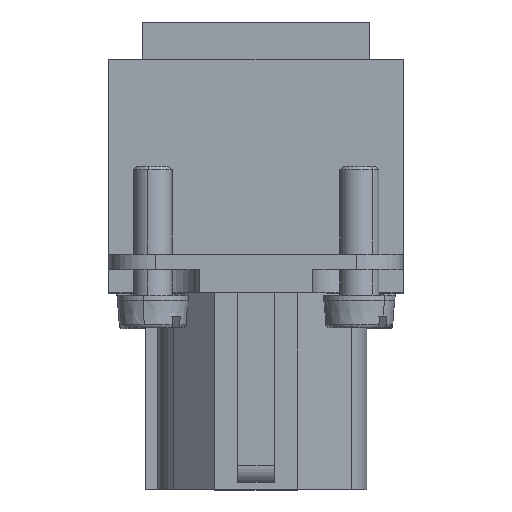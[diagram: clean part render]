
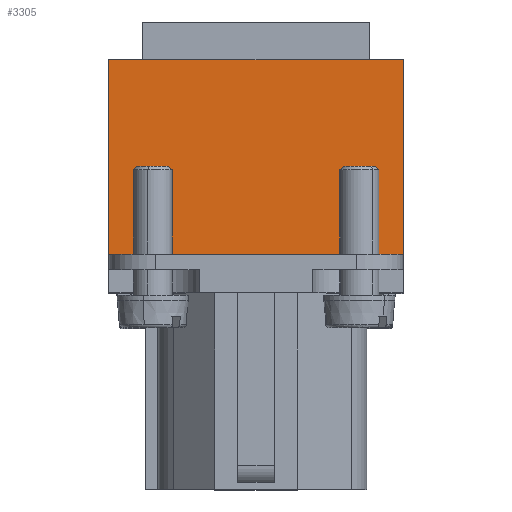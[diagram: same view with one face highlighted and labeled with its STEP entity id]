
A CAD part, top view. The second image highlights one B-rep face of the part: STEP entity #3305.
In plain terms, the highlighted planar face has unit normal (0, 0, 1).
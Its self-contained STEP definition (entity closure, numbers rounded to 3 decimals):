
#470=PLANE('',#11320);
#918=FACE_OUTER_BOUND('',#4651,.T.);
#1656=LINE('',#16504,#2564);
#1807=LINE('',#16878,#2715);
#1815=LINE('',#16893,#2723);
#1824=LINE('',#16912,#2732);
#2564=VECTOR('',#12997,1.);
#2715=VECTOR('',#13308,1.);
#2723=VECTOR('',#13320,1.);
#2732=VECTOR('',#13341,1.);
#3305=ADVANCED_FACE('',(#918),#470,.T.);
#4651=EDGE_LOOP('',(#6730,#6731,#6732,#6733));
#6730=ORIENTED_EDGE('',*,*,#9821,.F.);
#6731=ORIENTED_EDGE('',*,*,#10012,.F.);
#6732=ORIENTED_EDGE('',*,*,#9995,.T.);
#6733=ORIENTED_EDGE('',*,*,#10003,.T.);
#8578=VERTEX_POINT('',#16503);
#8579=VERTEX_POINT('',#16505);
#8693=VERTEX_POINT('',#16877);
#8694=VERTEX_POINT('',#16879);
#9821=EDGE_CURVE('',#8578,#8579,#1656,.T.);
#9995=EDGE_CURVE('',#8694,#8693,#1807,.T.);
#10003=EDGE_CURVE('',#8693,#8579,#1815,.T.);
#10012=EDGE_CURVE('',#8694,#8578,#1824,.T.);
#11320=AXIS2_PLACEMENT_3D('',#16913,#13342,#13343);
#12997=DIRECTION('',(0.,1.,0.));
#13308=DIRECTION('',(0.,1.,0.));
#13320=DIRECTION('',(-1.,0.,0.));
#13341=DIRECTION('',(-1.,0.,0.));
#13342=DIRECTION('',(0.,0.,1.));
#13343=DIRECTION('',(1.,0.,0.));
#16503=CARTESIAN_POINT('',(-26.395,11.712,40.6));
#16504=CARTESIAN_POINT('',(-26.395,10.512,40.6));
#16505=CARTESIAN_POINT('',(-26.395,26.762,40.6));
#16877=CARTESIAN_POINT('',(-3.595,26.762,40.6));
#16878=CARTESIAN_POINT('',(-3.595,10.512,40.6));
#16879=CARTESIAN_POINT('',(-3.595,11.712,40.6));
#16893=CARTESIAN_POINT('',(-3.595,26.762,40.6));
#16912=CARTESIAN_POINT('',(-3.595,11.712,40.6));
#16913=CARTESIAN_POINT('',(-3.595,10.512,40.6));
